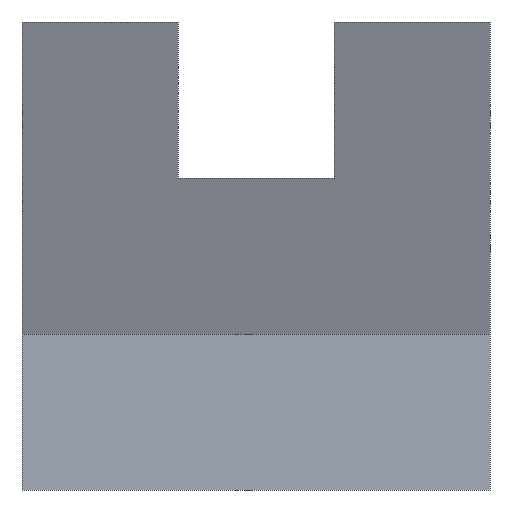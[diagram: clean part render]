
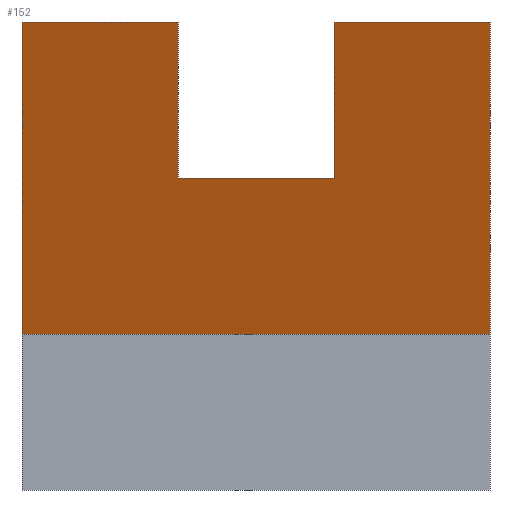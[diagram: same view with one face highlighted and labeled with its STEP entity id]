
A CAD part, front view. The second image highlights one B-rep face of the part: STEP entity #152.
In plain terms, the highlighted planar face has unit normal (-0.447, -0.894, 0).
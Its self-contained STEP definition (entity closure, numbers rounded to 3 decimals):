
#40 = VERTEX_POINT('',#41);
#41 = CARTESIAN_POINT('',(-30.,15.,60.));
#47 = EDGE_CURVE('',#40,#48,#50,.T.);
#48 = VERTEX_POINT('',#49);
#49 = CARTESIAN_POINT('',(-30.,15.,20.));
#50 = LINE('',#51,#52);
#51 = CARTESIAN_POINT('',(-30.,15.,60.));
#52 = VECTOR('',#53,1.);
#53 = DIRECTION('',(0.,0.,-1.));
#133 = EDGE_CURVE('',#48,#134,#136,.T.);
#134 = VERTEX_POINT('',#135);
#135 = CARTESIAN_POINT('',(30.,-15.,20.));
#136 = LINE('',#137,#138);
#137 = CARTESIAN_POINT('',(-30.,15.,20.));
#138 = VECTOR('',#139,1.);
#139 = DIRECTION('',(0.894,-0.447,0.));
#152 = ADVANCED_FACE('',(#153),#203,.F.);
#153 = FACE_BOUND('',#154,.F.);
#154 = EDGE_LOOP('',(#155,#156,#164,#172,#180,#188,#196,#202));
#155 = ORIENTED_EDGE('',*,*,#47,.F.);
#156 = ORIENTED_EDGE('',*,*,#157,.T.);
#157 = EDGE_CURVE('',#40,#158,#160,.T.);
#158 = VERTEX_POINT('',#159);
#159 = CARTESIAN_POINT('',(-10.,5.,60.));
#160 = LINE('',#161,#162);
#161 = CARTESIAN_POINT('',(-30.,15.,60.));
#162 = VECTOR('',#163,1.);
#163 = DIRECTION('',(0.894,-0.447,0.));
#164 = ORIENTED_EDGE('',*,*,#165,.F.);
#165 = EDGE_CURVE('',#166,#158,#168,.T.);
#166 = VERTEX_POINT('',#167);
#167 = CARTESIAN_POINT('',(-10.,5.,40.));
#168 = LINE('',#169,#170);
#169 = CARTESIAN_POINT('',(-10.,5.,60.));
#170 = VECTOR('',#171,1.);
#171 = DIRECTION('',(0.,0.,1.));
#172 = ORIENTED_EDGE('',*,*,#173,.F.);
#173 = EDGE_CURVE('',#174,#166,#176,.T.);
#174 = VERTEX_POINT('',#175);
#175 = CARTESIAN_POINT('',(10.,-5.,40.));
#176 = LINE('',#177,#178);
#177 = CARTESIAN_POINT('',(-14.,7.,40.));
#178 = VECTOR('',#179,1.);
#179 = DIRECTION('',(-0.894,0.447,0.));
#180 = ORIENTED_EDGE('',*,*,#181,.F.);
#181 = EDGE_CURVE('',#182,#174,#184,.T.);
#182 = VERTEX_POINT('',#183);
#183 = CARTESIAN_POINT('',(10.,-5.,60.));
#184 = LINE('',#185,#186);
#185 = CARTESIAN_POINT('',(10.,-5.,50.));
#186 = VECTOR('',#187,1.);
#187 = DIRECTION('',(0.,0.,-1.));
#188 = ORIENTED_EDGE('',*,*,#189,.T.);
#189 = EDGE_CURVE('',#182,#190,#192,.T.);
#190 = VERTEX_POINT('',#191);
#191 = CARTESIAN_POINT('',(30.,-15.,60.));
#192 = LINE('',#193,#194);
#193 = CARTESIAN_POINT('',(-30.,15.,60.));
#194 = VECTOR('',#195,1.);
#195 = DIRECTION('',(0.894,-0.447,0.));
#196 = ORIENTED_EDGE('',*,*,#197,.T.);
#197 = EDGE_CURVE('',#190,#134,#198,.T.);
#198 = LINE('',#199,#200);
#199 = CARTESIAN_POINT('',(30.,-15.,30.));
#200 = VECTOR('',#201,1.);
#201 = DIRECTION('',(0.,0.,-1.));
#202 = ORIENTED_EDGE('',*,*,#133,.F.);
#203 = PLANE('',#204);
#204 = AXIS2_PLACEMENT_3D('',#205,#206,#207);
#205 = CARTESIAN_POINT('',(-30.,15.,60.));
#206 = DIRECTION('',(0.447,0.894,0.));
#207 = DIRECTION('',(0.,0.,-1.));
